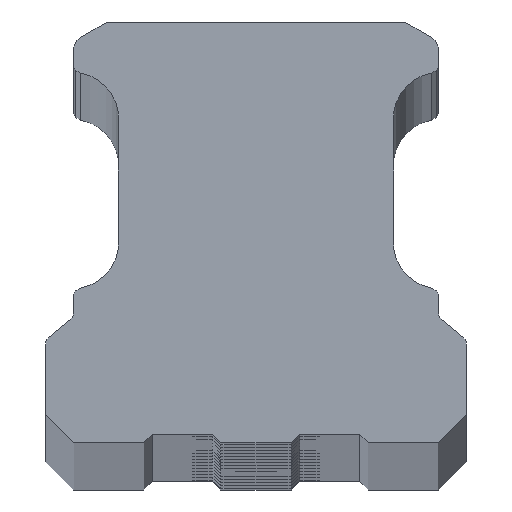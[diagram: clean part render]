
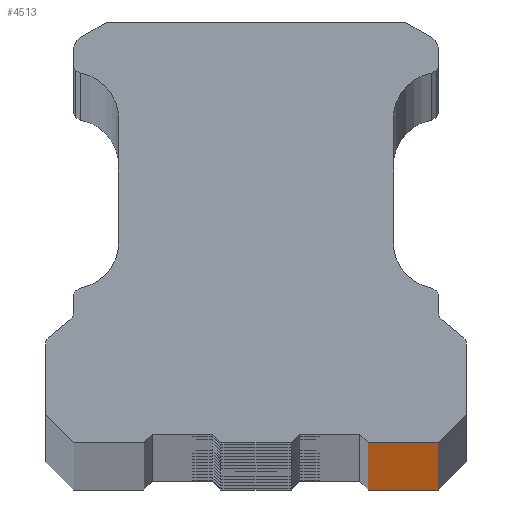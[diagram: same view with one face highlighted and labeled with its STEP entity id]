
A CAD part, top view. The second image highlights one B-rep face of the part: STEP entity #4513.
In plain terms, the highlighted planar face has unit normal (0, -1, 0).
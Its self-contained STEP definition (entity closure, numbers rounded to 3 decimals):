
#4457=CARTESIAN_POINT('',(11.552,-14.075,960.0));
#4458=VERTEX_POINT('',#4457);
#4465=CARTESIAN_POINT('',(11.552,-14.075,0.0));
#4466=VERTEX_POINT('',#4465);
#4467=CARTESIAN_POINT('',(11.552,-14.075,0.0));
#4468=DIRECTION('',(0.0,0.0,1.0));
#4469=VECTOR('',#4468,960.0);
#4470=LINE('',#4467,#4469);
#4471=EDGE_CURVE('',#4466,#4458,#4470,.T.);
#4483=CARTESIAN_POINT('',(11.552,-14.075,0.0));
#4484=DIRECTION('',(0.0,-1.0,0.0));
#4485=DIRECTION('',(0.0,0.0,-1.0));
#4486=AXIS2_PLACEMENT_3D('',#4483,#4484,#4485);
#4487=PLANE('',#4486);
#4488=CARTESIAN_POINT('',(9.052,-14.075,960.0));
#4489=VERTEX_POINT('',#4488);
#4490=CARTESIAN_POINT('',(11.552,-14.075,960.0));
#4491=DIRECTION('',(-1.0,0.0,0.0));
#4492=VECTOR('',#4491,2.5);
#4493=LINE('',#4490,#4492);
#4494=EDGE_CURVE('',#4458,#4489,#4493,.T.);
#4495=ORIENTED_EDGE('',*,*,#4494,.T.);
#4496=CARTESIAN_POINT('',(9.052,-14.075,0.0));
#4497=VERTEX_POINT('',#4496);
#4498=CARTESIAN_POINT('',(9.052,-14.075,0.0));
#4499=DIRECTION('',(0.0,0.0,1.0));
#4500=VECTOR('',#4499,960.0);
#4501=LINE('',#4498,#4500);
#4502=EDGE_CURVE('',#4497,#4489,#4501,.T.);
#4503=ORIENTED_EDGE('',*,*,#4502,.F.);
#4504=CARTESIAN_POINT('',(9.052,-14.075,0.0));
#4505=DIRECTION('',(1.0,0.0,0.0));
#4506=VECTOR('',#4505,2.5);
#4507=LINE('',#4504,#4506);
#4508=EDGE_CURVE('',#4497,#4466,#4507,.T.);
#4509=ORIENTED_EDGE('',*,*,#4508,.T.);
#4510=ORIENTED_EDGE('',*,*,#4471,.T.);
#4511=EDGE_LOOP('',(#4495,#4503,#4509,#4510));
#4512=FACE_OUTER_BOUND('',#4511,.T.);
#4513=ADVANCED_FACE('',(#4512),#4487,.T.);
